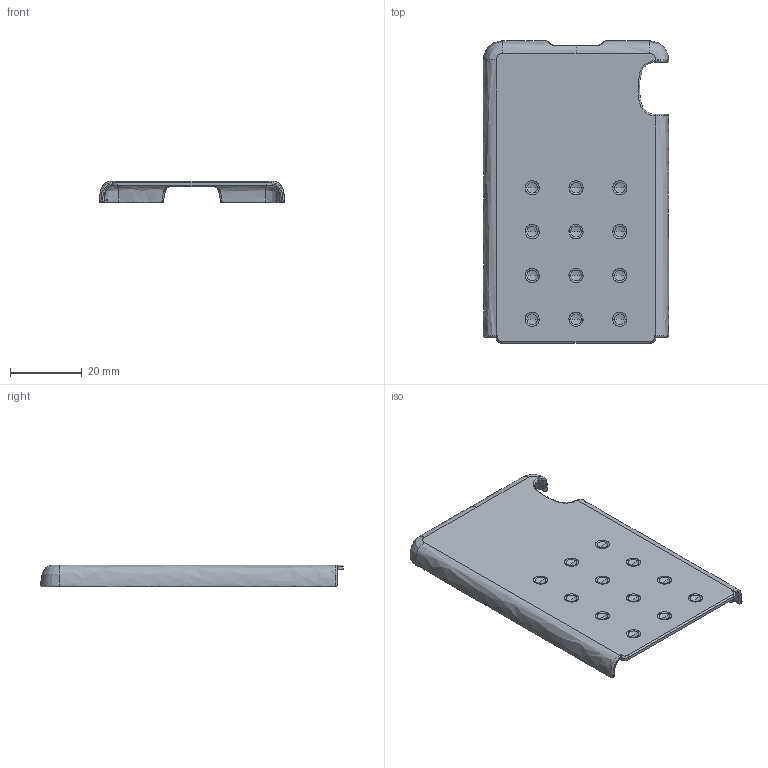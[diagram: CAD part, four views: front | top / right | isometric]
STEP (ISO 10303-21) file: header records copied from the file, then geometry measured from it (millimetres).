
FILE_DESCRIPTION(/* description */ (''),/* implementation_level */ '2;1');
FILE_NAME(/* name */ 'Coldcard Sleeve V1g',/* time_stamp */ '2021-10-06T10:08:06-04:00',/* author */ (''),/* organization */ (''),/* preprocessor_version */ 'ST-DEVELOPER v15',/* originating_system */ '',/* authorisation */ '');
FILE_SCHEMA (('AUTOMOTIVE_DESIGN'));
Length unit declared in the file: millimetre
Products named in the file (1): Document
Bounding box: 51.79 x 84.59 x 6.12 mm (x, y, z)
Volume: 6112 mm3; surface area: 10223.8 mm2
Topology: 1 solids, 1 shells, 135 faces, 341 edges, 195 vertices
Faces by surface type: bspline 112, plane 23
Entity records: 7588 total; most frequent: CARTESIAN_POINT 5857, ORIENTED_EDGE 630, EDGE_CURVE 315, VERTEX_POINT 195, EDGE_LOOP 148, ADVANCED_FACE 135, FACE_OUTER_BOUND 135, B_SPLINE_CURVE_WITH_KNOTS 61
